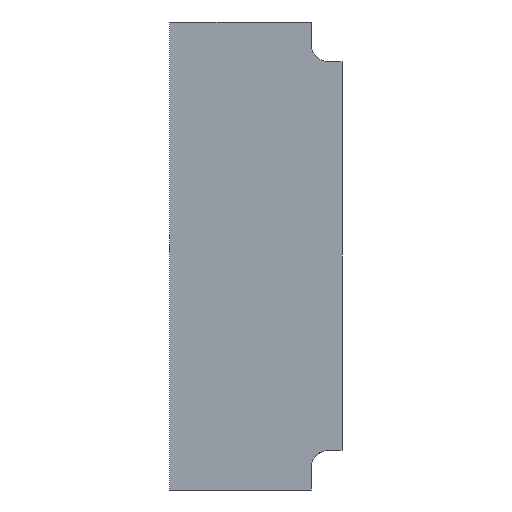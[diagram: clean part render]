
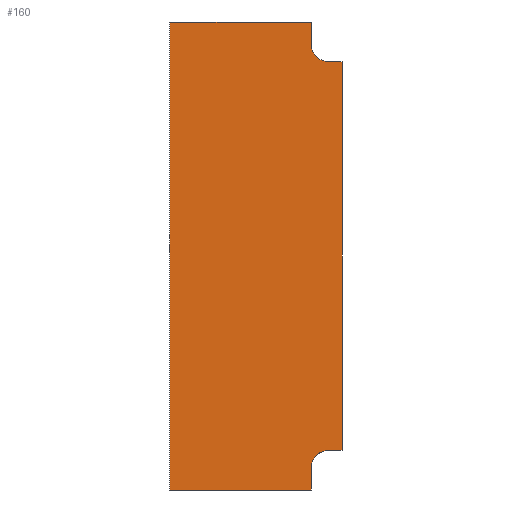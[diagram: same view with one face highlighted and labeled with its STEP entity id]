
A CAD part, left-side view. The second image highlights one B-rep face of the part: STEP entity #160.
In plain terms, the highlighted planar face has unit normal (-1, 0, 0).
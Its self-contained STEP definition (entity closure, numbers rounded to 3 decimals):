
#45=CARTESIAN_POINT('',(-50.65,-25.,56.5));
#46=VERTEX_POINT('',#45);
#55=CARTESIAN_POINT('',(-50.65,-25.,-56.5));
#56=VERTEX_POINT('',#55);
#57=CARTESIAN_POINT('',(-50.65,-25.,-68.0));
#58=DIRECTION('',(0.0,0.0,1.0));
#59=VECTOR('',#58,1.0);
#60=LINE('',#57,#59);
#61=EDGE_CURVE('',#56,#46,#60,.T.);
#80=CARTESIAN_POINT('',(-50.65,25.,-68.0));
#81=DIRECTION('',(-1.0,0.0,0.));
#82=DIRECTION('',(0.,0.0,1.0));
#83=AXIS2_PLACEMENT_3D('',#80,#81,#82);
#84=PLANE('',#83);
#85=ORIENTED_EDGE('',*,*,#61,.T.);
#86=CARTESIAN_POINT('',(-50.65,-21.0,56.5));
#87=VERTEX_POINT('',#86);
#88=CARTESIAN_POINT('',(-50.65,25.,56.5));
#89=DIRECTION('',(0.0,1.0,0.0));
#90=VECTOR('',#89,1.0);
#91=LINE('',#88,#90);
#92=EDGE_CURVE('',#46,#87,#91,.T.);
#93=ORIENTED_EDGE('',*,*,#92,.T.);
#94=CARTESIAN_POINT('',(-50.65,-16.0,61.5));
#95=VERTEX_POINT('',#94);
#96=CARTESIAN_POINT('',(-50.65,-21.0,61.5));
#97=DIRECTION('',(-1.0,0.0,0.));
#98=DIRECTION('',(0.,0.0,1.0));
#99=AXIS2_PLACEMENT_3D('',#96,#97,#98);
#100=CIRCLE('',#99,5.0);
#101=EDGE_CURVE('',#87,#95,#100,.F.);
#102=ORIENTED_EDGE('',*,*,#101,.T.);
#103=CARTESIAN_POINT('',(-50.65,-16.0,68.0));
#104=VERTEX_POINT('',#103);
#105=CARTESIAN_POINT('',(-50.65,-16.0,-68.0));
#106=DIRECTION('',(0.0,0.0,-1.0));
#107=VECTOR('',#106,1.0);
#108=LINE('',#105,#107);
#109=EDGE_CURVE('',#104,#95,#108,.T.);
#110=ORIENTED_EDGE('',*,*,#109,.F.);
#111=CARTESIAN_POINT('',(-50.65,25.,68.0));
#112=VERTEX_POINT('',#111);
#113=CARTESIAN_POINT('',(-50.65,25.,68.0));
#114=DIRECTION('',(0.0,-1.0,0.0));
#115=VECTOR('',#114,1.0);
#116=LINE('',#113,#115);
#117=EDGE_CURVE('',#112,#104,#116,.T.);
#118=ORIENTED_EDGE('',*,*,#117,.F.);
#119=CARTESIAN_POINT('',(-50.65,25.,-68.0));
#120=VERTEX_POINT('',#119);
#121=CARTESIAN_POINT('',(-50.65,25.,-68.0));
#122=DIRECTION('',(0.0,0.0,1.0));
#123=VECTOR('',#122,1.0);
#124=LINE('',#121,#123);
#125=EDGE_CURVE('',#120,#112,#124,.T.);
#126=ORIENTED_EDGE('',*,*,#125,.F.);
#127=CARTESIAN_POINT('',(-50.65,-16.0,-68.0));
#128=VERTEX_POINT('',#127);
#129=CARTESIAN_POINT('',(-50.65,25.,-68.0));
#130=DIRECTION('',(0.0,-1.0,0.0));
#131=VECTOR('',#130,1.0);
#132=LINE('',#129,#131);
#133=EDGE_CURVE('',#120,#128,#132,.T.);
#134=ORIENTED_EDGE('',*,*,#133,.T.);
#135=CARTESIAN_POINT('',(-50.65,-16.0,-61.5));
#136=VERTEX_POINT('',#135);
#137=CARTESIAN_POINT('',(-50.65,-16.0,-68.0));
#138=DIRECTION('',(0.0,0.0,1.0));
#139=VECTOR('',#138,1.0);
#140=LINE('',#137,#139);
#141=EDGE_CURVE('',#128,#136,#140,.T.);
#142=ORIENTED_EDGE('',*,*,#141,.T.);
#143=CARTESIAN_POINT('',(-50.65,-21.0,-56.5));
#144=VERTEX_POINT('',#143);
#145=CARTESIAN_POINT('',(-50.65,-21.0,-61.5));
#146=DIRECTION('',(-1.0,0.0,0.));
#147=DIRECTION('',(0.,0.0,1.0));
#148=AXIS2_PLACEMENT_3D('',#145,#146,#147);
#149=CIRCLE('',#148,5.0);
#150=EDGE_CURVE('',#136,#144,#149,.F.);
#151=ORIENTED_EDGE('',*,*,#150,.T.);
#152=CARTESIAN_POINT('',(-50.65,25.,-56.5));
#153=DIRECTION('',(0.0,1.0,0.0));
#154=VECTOR('',#153,1.0);
#155=LINE('',#152,#154);
#156=EDGE_CURVE('',#56,#144,#155,.T.);
#157=ORIENTED_EDGE('',*,*,#156,.F.);
#158=EDGE_LOOP('',(#85,#93,#102,#110,#118,#126,#134,#142,#151,#157));
#159=FACE_OUTER_BOUND('',#158,.T.);
#160=ADVANCED_FACE('',(#159),#84,.T.);
